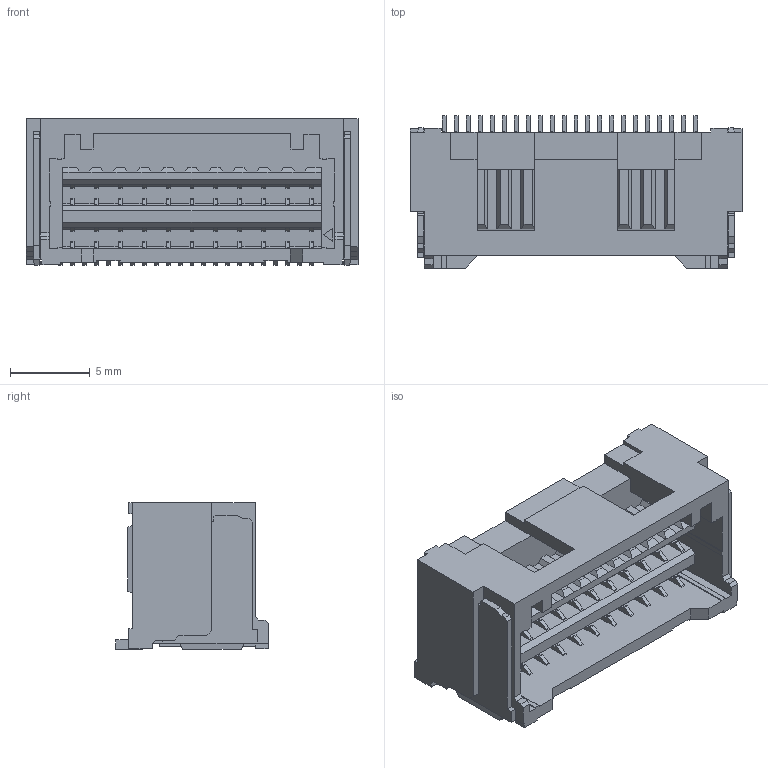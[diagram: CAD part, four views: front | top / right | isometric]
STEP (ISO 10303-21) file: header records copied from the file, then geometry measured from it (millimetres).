
FILE_DESCRIPTION(/* description */ (''),/* implementation_level */ '2;1');
FILE_NAME(/* name */ '5031482270wbm000_01_214.stp',/* time_stamp */ '2022-06-21T15:55:59+05:00',/* author */ (''),/* organization */ (''),/* preprocessor_version */ 'ST-DEVELOPER v16.7',/* originating_system */ 'SIEMENS PLM Software NX 1919',/* authorisation */ '');
FILE_SCHEMA (('AUTOMOTIVE_DESIGN { 1 0 10303 214 3 1 1 1 }'));
Length unit declared in the file: millimetre
Products named in the file (1): 5031482270wbm000_01
Bounding box: 20.8 x 9.55 x 9.2 mm (x, y, z)
Volume: 875.5 mm3; surface area: 1510 mm2
Topology: 1 solids, 1 shells, 760 faces, 2241 edges, 1482 vertices
Faces by surface type: plane 694, cylinder 66
Entity records: 24901 total; most frequent: CARTESIAN_POINT 4484, ORIENTED_EDGE 4482, DIRECTION 3895, EDGE_CURVE 2241, LINE 2109, VECTOR 2109, VERTEX_POINT 1482, AXIS2_PLACEMENT_3D 893
